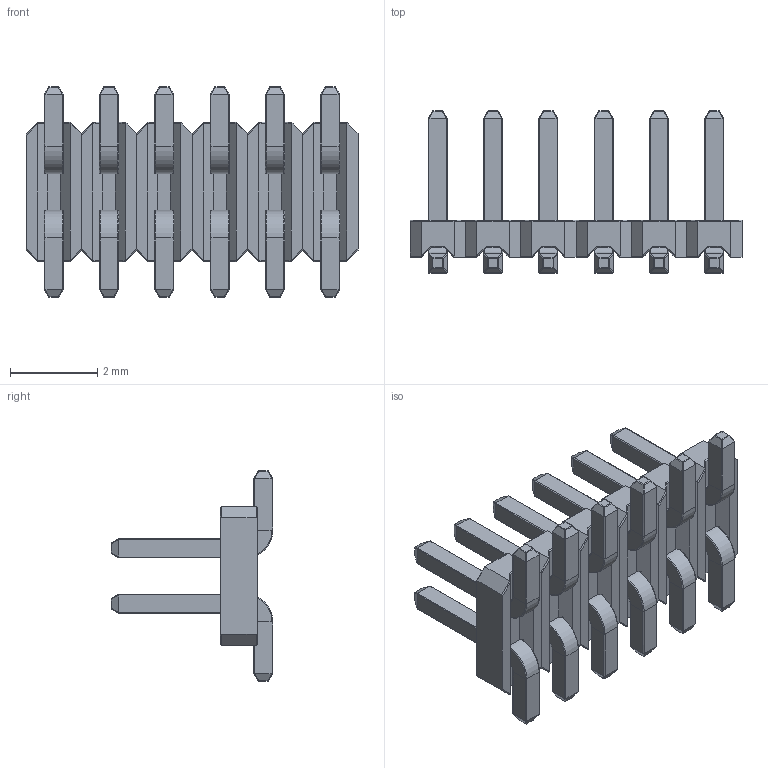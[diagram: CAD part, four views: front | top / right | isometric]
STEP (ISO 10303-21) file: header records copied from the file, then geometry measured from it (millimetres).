
FILE_DESCRIPTION (( 'STEP AP214' ), '1' );
FILE_NAME ('header-1.27-2x6.STEP', '2021-07-12T04:35:44', ( '' ), ( '' ), 'SwSTEP 2.0', 'SolidWorks 2021', '' );
FILE_SCHEMA (( 'AUTOMOTIVE_DESIGN' ));
Length unit declared in the file: millimetre
Products named in the file (3): header-1.27-2x6; header-1.27-body_默认; header-1.27-pin_默认
Assembly tree (18 placements, depth 2):
  header-1.27-2x6
    header-1.27-body_默认  x6
    header-1.27-pin_默认  x12
Bounding box: 7.62 x 3.71 x 4.83 mm (x, y, z)
Volume: 27.8 mm3; surface area: 206.1 mm2
Topology: 18 solids, 18 shells, 978 faces, 2286 edges, 1332 vertices
Faces by surface type: plane 522, cylinder 312, sphere 96, torus 48
Entity records: 3205 total; most frequent: CARTESIAN_POINT 601, DIRECTION 521, ORIENTED_EDGE 506, EDGE_CURVE 253, LINE 189, VECTOR 189, AXIS2_PLACEMENT_3D 166, VERTEX_POINT 150
